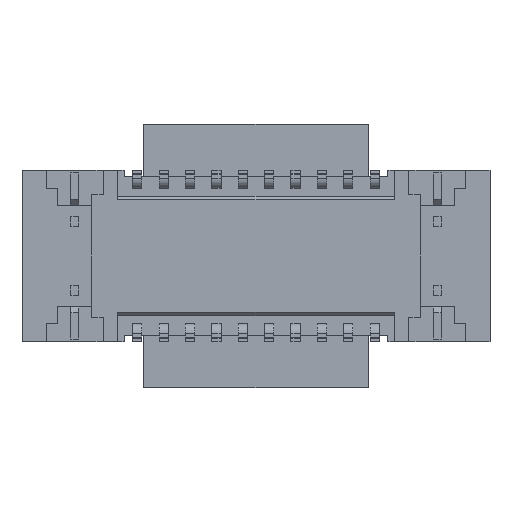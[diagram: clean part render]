
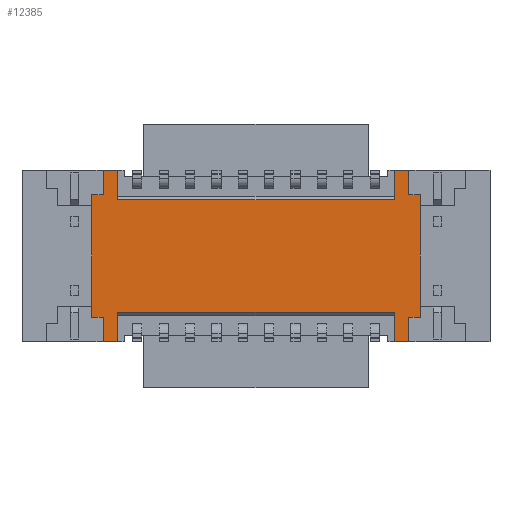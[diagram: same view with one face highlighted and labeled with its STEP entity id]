
A CAD part, front view. The second image highlights one B-rep face of the part: STEP entity #12385.
In plain terms, the highlighted planar face has unit normal (0, -1, 0).
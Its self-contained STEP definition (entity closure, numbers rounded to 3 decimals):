
#473=DIRECTION('',(1.,0.,0.));
#474=VECTOR('',#473,0.22);
#475=CARTESIAN_POINT('',(-2.32,-0.49,-1.3));
#476=LINE('',#475,#474);
#553=DIRECTION('',(1.,0.,0.));
#554=VECTOR('',#553,0.22);
#555=CARTESIAN_POINT('',(2.1,-0.49,-1.3));
#556=LINE('',#555,#554);
#1069=DIRECTION('',(1.,0.,0.));
#1070=VECTOR('',#1069,0.22);
#1071=CARTESIAN_POINT('',(-2.32,-0.49,1.3));
#1072=LINE('',#1071,#1070);
#1085=DIRECTION('',(1.,0.,0.));
#1086=VECTOR('',#1085,0.22);
#1087=CARTESIAN_POINT('',(2.1,-0.49,1.3));
#1088=LINE('',#1087,#1086);
#1689=DIRECTION('',(0.,0.,-1.));
#1690=VECTOR('',#1689,0.37);
#1691=CARTESIAN_POINT('',(2.32,-0.49,1.3));
#1692=LINE('',#1691,#1690);
#1693=DIRECTION('',(1.,0.,0.));
#1694=VECTOR('',#1693,0.17);
#1695=CARTESIAN_POINT('',(2.32,-0.49,0.93));
#1696=LINE('',#1695,#1694);
#1697=DIRECTION('',(0.,0.,1.));
#1698=VECTOR('',#1697,1.86);
#1699=CARTESIAN_POINT('',(2.49,-0.49,-0.93));
#1700=LINE('',#1699,#1698);
#1701=DIRECTION('',(-1.,0.,0.));
#1702=VECTOR('',#1701,0.17);
#1703=CARTESIAN_POINT('',(2.49,-0.49,-0.93));
#1704=LINE('',#1703,#1702);
#1705=DIRECTION('',(0.,0.,1.));
#1706=VECTOR('',#1705,0.37);
#1707=CARTESIAN_POINT('',(2.32,-0.49,-1.3));
#1708=LINE('',#1707,#1706);
#1709=DIRECTION('',(0.,0.,1.));
#1710=VECTOR('',#1709,0.445);
#1711=CARTESIAN_POINT('',(2.1,-0.49,-1.3));
#1712=LINE('',#1711,#1710);
#1713=DIRECTION('',(1.,0.,0.));
#1714=VECTOR('',#1713,4.2);
#1715=CARTESIAN_POINT('',(-2.1,-0.49,-0.855));
#1716=LINE('',#1715,#1714);
#1717=DIRECTION('',(0.,0.,1.));
#1718=VECTOR('',#1717,0.445);
#1719=CARTESIAN_POINT('',(-2.1,-0.49,-1.3));
#1720=LINE('',#1719,#1718);
#1721=DIRECTION('',(0.,0.,1.));
#1722=VECTOR('',#1721,0.37);
#1723=CARTESIAN_POINT('',(-2.32,-0.49,-1.3));
#1724=LINE('',#1723,#1722);
#1725=DIRECTION('',(-1.,0.,0.));
#1726=VECTOR('',#1725,0.17);
#1727=CARTESIAN_POINT('',(-2.32,-0.49,-0.93));
#1728=LINE('',#1727,#1726);
#1729=DIRECTION('',(0.,0.,1.));
#1730=VECTOR('',#1729,1.86);
#1731=CARTESIAN_POINT('',(-2.49,-0.49,-0.93));
#1732=LINE('',#1731,#1730);
#1733=DIRECTION('',(1.,0.,0.));
#1734=VECTOR('',#1733,0.17);
#1735=CARTESIAN_POINT('',(-2.49,-0.49,0.93));
#1736=LINE('',#1735,#1734);
#1737=DIRECTION('',(0.,0.,-1.));
#1738=VECTOR('',#1737,0.37);
#1739=CARTESIAN_POINT('',(-2.32,-0.49,1.3));
#1740=LINE('',#1739,#1738);
#1741=DIRECTION('',(0.,0.,1.));
#1742=VECTOR('',#1741,0.445);
#1743=CARTESIAN_POINT('',(-2.1,-0.49,0.855));
#1744=LINE('',#1743,#1742);
#1745=DIRECTION('',(1.,0.,0.));
#1746=VECTOR('',#1745,4.2);
#1747=CARTESIAN_POINT('',(-2.1,-0.49,0.855));
#1748=LINE('',#1747,#1746);
#1749=DIRECTION('',(0.,0.,1.));
#1750=VECTOR('',#1749,0.445);
#1751=CARTESIAN_POINT('',(2.1,-0.49,0.855));
#1752=LINE('',#1751,#1750);
#8237=CARTESIAN_POINT('',(-2.1,-0.49,-1.3));
#8239=VERTEX_POINT('',#8237);
#8241=CARTESIAN_POINT('',(2.1,-0.49,-1.3));
#8243=VERTEX_POINT('',#8241);
#8245=CARTESIAN_POINT('',(-2.1,-0.49,1.3));
#8247=VERTEX_POINT('',#8245);
#8249=CARTESIAN_POINT('',(2.1,-0.49,1.3));
#8251=VERTEX_POINT('',#8249);
#8253=CARTESIAN_POINT('',(-2.1,-0.49,-0.855));
#8254=VERTEX_POINT('',#8253);
#8255=CARTESIAN_POINT('',(-2.1,-0.49,0.855));
#8256=VERTEX_POINT('',#8255);
#8257=CARTESIAN_POINT('',(2.1,-0.49,-0.855));
#8258=VERTEX_POINT('',#8257);
#8259=CARTESIAN_POINT('',(2.1,-0.49,0.855));
#8260=VERTEX_POINT('',#8259);
#8911=CARTESIAN_POINT('',(2.32,-0.49,1.3));
#8912=CARTESIAN_POINT('',(2.32,-0.49,0.93));
#8913=VERTEX_POINT('',#8911);
#8914=VERTEX_POINT('',#8912);
#8915=CARTESIAN_POINT('',(2.49,-0.49,0.93));
#8916=VERTEX_POINT('',#8915);
#8917=CARTESIAN_POINT('',(2.49,-0.49,-0.93));
#8918=CARTESIAN_POINT('',(2.32,-0.49,-0.93));
#8919=VERTEX_POINT('',#8917);
#8920=VERTEX_POINT('',#8918);
#8921=CARTESIAN_POINT('',(2.32,-0.49,-1.3));
#8922=VERTEX_POINT('',#8921);
#8923=CARTESIAN_POINT('',(-2.49,-0.49,0.93));
#8924=CARTESIAN_POINT('',(-2.32,-0.49,0.93));
#8925=VERTEX_POINT('',#8923);
#8926=VERTEX_POINT('',#8924);
#8927=CARTESIAN_POINT('',(-2.32,-0.49,1.3));
#8928=VERTEX_POINT('',#8927);
#8929=CARTESIAN_POINT('',(-2.32,-0.49,-1.3));
#8930=CARTESIAN_POINT('',(-2.32,-0.49,-0.93));
#8931=VERTEX_POINT('',#8929);
#8932=VERTEX_POINT('',#8930);
#8933=CARTESIAN_POINT('',(-2.49,-0.49,-0.93));
#8934=VERTEX_POINT('',#8933);
#12345=CARTESIAN_POINT('',(-3.55,-0.49,-1.3));
#12346=DIRECTION('',(0.,-1.,0.));
#12347=DIRECTION('',(1.,0.,0.));
#12348=AXIS2_PLACEMENT_3D('',#12345,#12346,#12347);
#12349=PLANE('',#12348);
#12351=ORIENTED_EDGE('',*,*,#12350,.T.);
#12353=ORIENTED_EDGE('',*,*,#12352,.T.);
#12354=ORIENTED_EDGE('',*,*,#12309,.F.);
#12355=ORIENTED_EDGE('',*,*,#12327,.T.);
#12356=ORIENTED_EDGE('',*,*,#12339,.F.);
#12357=ORIENTED_EDGE('',*,*,#11169,.F.);
#12359=ORIENTED_EDGE('',*,*,#12358,.T.);
#12361=ORIENTED_EDGE('',*,*,#12360,.F.);
#12363=ORIENTED_EDGE('',*,*,#12362,.F.);
#12364=ORIENTED_EDGE('',*,*,#11124,.F.);
#12366=ORIENTED_EDGE('',*,*,#12365,.T.);
#12368=ORIENTED_EDGE('',*,*,#12367,.T.);
#12370=ORIENTED_EDGE('',*,*,#12369,.T.);
#12372=ORIENTED_EDGE('',*,*,#12371,.T.);
#12374=ORIENTED_EDGE('',*,*,#12373,.F.);
#12375=ORIENTED_EDGE('',*,*,#11604,.T.);
#12377=ORIENTED_EDGE('',*,*,#12376,.F.);
#12379=ORIENTED_EDGE('',*,*,#12378,.T.);
#12381=ORIENTED_EDGE('',*,*,#12380,.T.);
#12382=ORIENTED_EDGE('',*,*,#11619,.T.);
#12383=EDGE_LOOP('',(#12351,#12353,#12354,#12355,#12356,#12357,#12359,#12361,
#12363,#12364,#12366,#12368,#12370,#12372,#12374,#12375,#12377,#12379,#12381,
#12382));
#12384=FACE_OUTER_BOUND('',#12383,.F.);
#12385=ADVANCED_FACE('',(#12384),#12349,.T.);
#11124=EDGE_CURVE('',#8931,#8239,#476,.T.);
#11169=EDGE_CURVE('',#8243,#8922,#556,.T.);
#11604=EDGE_CURVE('',#8928,#8247,#1072,.T.);
#11619=EDGE_CURVE('',#8251,#8913,#1088,.T.);
#12309=EDGE_CURVE('',#8919,#8916,#1700,.T.);
#12327=EDGE_CURVE('',#8919,#8920,#1704,.T.);
#12339=EDGE_CURVE('',#8922,#8920,#1708,.T.);
#12350=EDGE_CURVE('',#8913,#8914,#1692,.T.);
#12352=EDGE_CURVE('',#8914,#8916,#1696,.T.);
#12358=EDGE_CURVE('',#8243,#8258,#1712,.T.);
#12360=EDGE_CURVE('',#8254,#8258,#1716,.T.);
#12362=EDGE_CURVE('',#8239,#8254,#1720,.T.);
#12365=EDGE_CURVE('',#8931,#8932,#1724,.T.);
#12367=EDGE_CURVE('',#8932,#8934,#1728,.T.);
#12369=EDGE_CURVE('',#8934,#8925,#1732,.T.);
#12371=EDGE_CURVE('',#8925,#8926,#1736,.T.);
#12373=EDGE_CURVE('',#8928,#8926,#1740,.T.);
#12376=EDGE_CURVE('',#8256,#8247,#1744,.T.);
#12378=EDGE_CURVE('',#8256,#8260,#1748,.T.);
#12380=EDGE_CURVE('',#8260,#8251,#1752,.T.);
